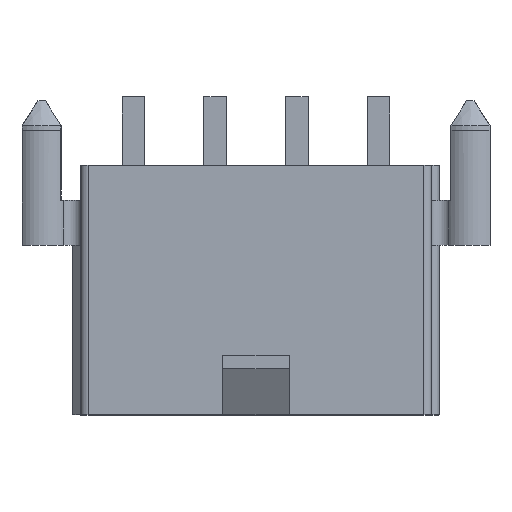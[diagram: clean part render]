
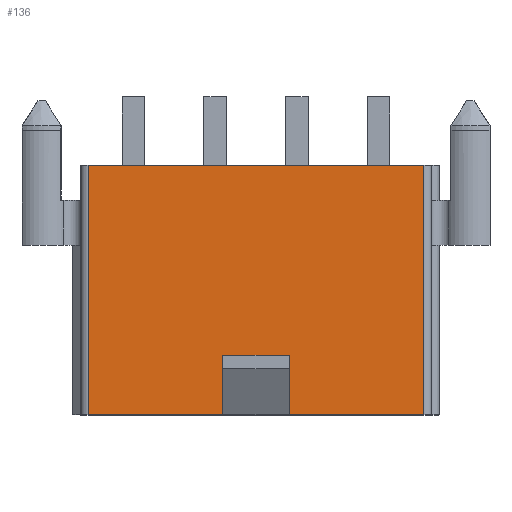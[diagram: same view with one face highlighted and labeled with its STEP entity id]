
A CAD part, top view. The second image highlights one B-rep face of the part: STEP entity #136.
In plain terms, the highlighted planar face has unit normal (0, 0, 1).
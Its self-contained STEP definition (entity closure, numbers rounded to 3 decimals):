
#136=ADVANCED_FACE('',(#520),#330,.T.);
#330=PLANE('',#3836);
#520=FACE_OUTER_BOUND('',#715,.T.);
#715=EDGE_LOOP('',(#1120,#1121,#1122,#1123,#1124,#1125,#1126,#1127));
#1120=ORIENTED_EDGE('',*,*,#2455,.F.);
#1121=ORIENTED_EDGE('',*,*,#2456,.F.);
#1122=ORIENTED_EDGE('',*,*,#2457,.F.);
#1123=ORIENTED_EDGE('',*,*,#2458,.F.);
#1124=ORIENTED_EDGE('',*,*,#2459,.T.);
#1125=ORIENTED_EDGE('',*,*,#2460,.T.);
#1126=ORIENTED_EDGE('',*,*,#2461,.F.);
#1127=ORIENTED_EDGE('',*,*,#2462,.T.);
#2084=VERTEX_POINT('',#5297);
#2085=VERTEX_POINT('',#5298);
#2086=VERTEX_POINT('',#5300);
#2087=VERTEX_POINT('',#5302);
#2088=VERTEX_POINT('',#5304);
#2089=VERTEX_POINT('',#5306);
#2090=VERTEX_POINT('',#5308);
#2091=VERTEX_POINT('',#5310);
#2455=EDGE_CURVE('',#2084,#2085,#2935,.T.);
#2456=EDGE_CURVE('',#2086,#2084,#2936,.T.);
#2457=EDGE_CURVE('',#2087,#2086,#2937,.T.);
#2458=EDGE_CURVE('',#2088,#2087,#2938,.T.);
#2459=EDGE_CURVE('',#2088,#2089,#2939,.T.);
#2460=EDGE_CURVE('',#2089,#2090,#2940,.T.);
#2461=EDGE_CURVE('',#2091,#2090,#2941,.T.);
#2462=EDGE_CURVE('',#2091,#2085,#2942,.T.);
#2935=LINE('',#5296,#3394);
#2936=LINE('',#5299,#3395);
#2937=LINE('',#5301,#3396);
#2938=LINE('',#5303,#3397);
#2939=LINE('',#5305,#3398);
#2940=LINE('',#5307,#3399);
#2941=LINE('',#5309,#3400);
#2942=LINE('',#5311,#3401);
#3394=VECTOR('',#4224,1.);
#3395=VECTOR('',#4225,1.);
#3396=VECTOR('',#4226,1.);
#3397=VECTOR('',#4227,1.);
#3398=VECTOR('',#4228,1.);
#3399=VECTOR('',#4229,1.);
#3400=VECTOR('',#4230,1.);
#3401=VECTOR('',#4231,1.);
#3836=AXIS2_PLACEMENT_3D('',#5312,#4232,#4233);
#4224=DIRECTION('',(-1.,0.,0.));
#4225=DIRECTION('',(0.,1.,0.));
#4226=DIRECTION('',(-1.,0.,0.));
#4227=DIRECTION('',(0.,-1.,0.));
#4228=DIRECTION('',(-1.,0.,0.));
#4229=DIRECTION('',(0.,-1.,0.));
#4230=DIRECTION('',(-1.,0.,0.));
#4231=DIRECTION('',(0.,1.,0.));
#4232=DIRECTION('',(0.,0.,1.));
#4233=DIRECTION('',(1.,0.,0.));
#5296=CARTESIAN_POINT('',(1.7,3.05,9.6));
#5297=CARTESIAN_POINT('',(1.7,3.05,9.6));
#5298=CARTESIAN_POINT('',(-1.7,3.05,9.6));
#5299=CARTESIAN_POINT('',(1.7,0.,9.6));
#5300=CARTESIAN_POINT('',(1.7,0.,9.6));
#5301=CARTESIAN_POINT('',(8.6,0.,9.6));
#5302=CARTESIAN_POINT('',(8.6,0.,9.6));
#5303=CARTESIAN_POINT('',(8.6,12.8,9.6));
#5304=CARTESIAN_POINT('',(8.6,12.8,9.6));
#5305=CARTESIAN_POINT('',(8.6,12.8,9.6));
#5306=CARTESIAN_POINT('',(-8.6,12.8,9.6));
#5307=CARTESIAN_POINT('',(-8.6,12.8,9.6));
#5308=CARTESIAN_POINT('',(-8.6,0.,9.6));
#5309=CARTESIAN_POINT('',(8.6,0.,9.6));
#5310=CARTESIAN_POINT('',(-1.7,0.,9.6));
#5311=CARTESIAN_POINT('',(-1.7,0.,9.6));
#5312=CARTESIAN_POINT('',(8.6,12.8,9.6));
